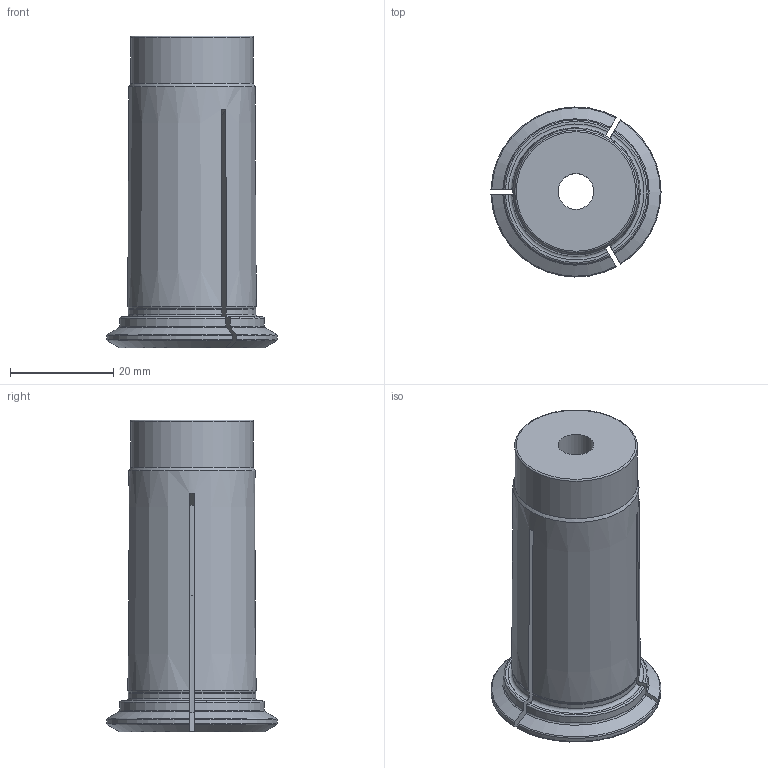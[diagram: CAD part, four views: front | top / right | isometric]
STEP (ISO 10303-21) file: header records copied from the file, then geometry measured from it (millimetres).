
FILE_DESCRIPTION(/* description */ (''),/* implementation_level */ '2;1');
FILE_NAME(/* name */ '172508005.stp',/* time_stamp */ '2022-03-25T09:45:04',/* author */ ('LRA'),/* organization */ ('REGO-FIX'),/* preprocessor_version */ ' Unknown',/* originating_system */ 'SIEMENS PLM Software Solid Edge ST10',/* authorization */ 'Unknown');
FILE_SCHEMA (('AUTOMOTIVE_DESIGN { 1 0 10303 214 2 1 1}'));
Length unit declared in the file: millimetre
Products named in the file (1): NOCUT
Bounding box: 32.99 x 33 x 60.5 mm (x, y, z)
Volume: 26542.7 mm3; surface area: 9167.7 mm2
Topology: 1 solids, 1 shells, 87 faces, 253 edges, 168 vertices
Faces by surface type: plane 35, cylinder 21, torus 20, cone 11
Full cylindrical faces by diameter (mm): 6.917 x1, 7 x1, 8 x1, 9.2 x1, 23.8 x1
Entity records: 3535 total; most frequent: CARTESIAN_POINT 603, DIRECTION 487, ORIENTED_EDGE 480, EDGE_CURVE 240, AXIS2_PLACEMENT_3D 190, VERTEX_POINT 164, LINE 107, VECTOR 107
